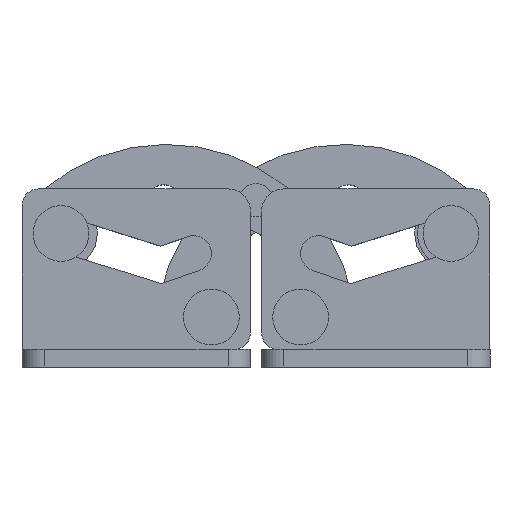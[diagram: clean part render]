
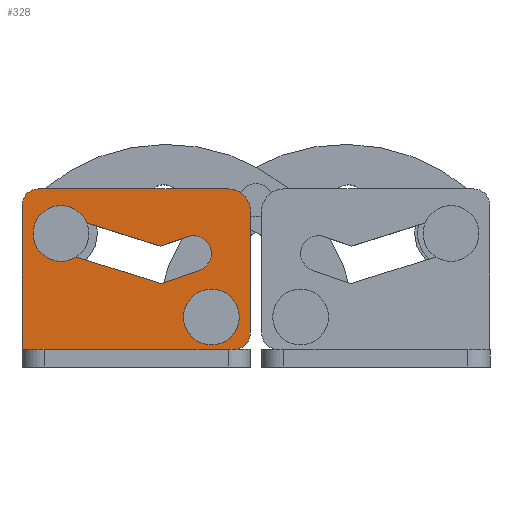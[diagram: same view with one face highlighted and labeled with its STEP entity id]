
A CAD part, top view. The second image highlights one B-rep face of the part: STEP entity #328.
In plain terms, the highlighted planar face has unit normal (0, 0, 1).
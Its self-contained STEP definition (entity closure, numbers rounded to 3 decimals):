
#68 = VERTEX_POINT ( 'NONE', #1288 ) ;
#69 = EDGE_CURVE ( 'NONE', #71, #68, #1287, .T. ) ;
#71 = VERTEX_POINT ( 'NONE', #1282 ) ;
#73 = ORIENTED_EDGE ( 'NONE', *, *, #74, .F. ) ;
#74 = EDGE_CURVE ( 'NONE', #75, #71, #1281, .T. ) ;
#75 = VERTEX_POINT ( 'NONE', #1277 ) ;
#76 = VERTEX_POINT ( 'NONE', #1276 ) ;
#263 = EDGE_CURVE ( 'NONE', #264, #266, #1613, .T. ) ;
#264 = VERTEX_POINT ( 'NONE', #1609 ) ;
#266 = VERTEX_POINT ( 'NONE', #1608 ) ;
#328 = ADVANCED_FACE ( 'NONE', ( #1696, #1695, #1694 ), #1693, .T. ) ;
#329 = EDGE_LOOP ( 'NONE', ( #1149, #73, #419, #441, #758, #1123, #1116 ) ) ;
#339 = EDGE_CURVE ( 'NONE', #340, #341, #1735, .T. ) ;
#340 = VERTEX_POINT ( 'NONE', #1731 ) ;
#341 = VERTEX_POINT ( 'NONE', #1730 ) ;
#417 = ORIENTED_EDGE ( 'NONE', *, *, #1114, .T. ) ;
#418 = EDGE_CURVE ( 'NONE', #76, #75, #1883, .T. ) ;
#419 = ORIENTED_EDGE ( 'NONE', *, *, #418, .F. ) ;
#441 = ORIENTED_EDGE ( 'NONE', *, *, #749, .F. ) ;
#749 = EDGE_CURVE ( 'NONE', #266, #76, #2421, .T. ) ;
#758 = ORIENTED_EDGE ( 'NONE', *, *, #263, .F. ) ;
#1052 = EDGE_LOOP ( 'NONE', ( #1062, #1117, #1068, #417, #1115, #1111, #1103, #1099 ) ) ;
#1053 = VERTEX_POINT ( 'NONE', #2961 ) ;
#1054 = EDGE_CURVE ( 'NONE', #341, #340, #2960, .T. ) ;
#1062 = ORIENTED_EDGE ( 'NONE', *, *, #1081, .T. ) ;
#1063 = VERTEX_POINT ( 'NONE', #2949 ) ;
#1068 = ORIENTED_EDGE ( 'NONE', *, *, #1070, .T. ) ;
#1070 = EDGE_CURVE ( 'NONE', #1118, #1124, #2942, .T. ) ;
#1081 = EDGE_CURVE ( 'NONE', #1063, #1053, #2996, .T. ) ;
#1098 = VERTEX_POINT ( 'NONE', #2967 ) ;
#1099 = ORIENTED_EDGE ( 'NONE', *, *, #1104, .T. ) ;
#1103 = ORIENTED_EDGE ( 'NONE', *, *, #1107, .T. ) ;
#1104 = EDGE_CURVE ( 'NONE', #1098, #1063, #3031, .T. ) ;
#1107 = EDGE_CURVE ( 'NONE', #1108, #1098, #3020, .T. ) ;
#1108 = VERTEX_POINT ( 'NONE', #3016 ) ;
#1109 = EDGE_CURVE ( 'NONE', #1112, #1108, #3015, .T. ) ;
#1110 = EDGE_CURVE ( 'NONE', #1113, #1112, #3009, .T. ) ;
#1111 = ORIENTED_EDGE ( 'NONE', *, *, #1109, .T. ) ;
#1112 = VERTEX_POINT ( 'NONE', #3005 ) ;
#1113 = VERTEX_POINT ( 'NONE', #3004 ) ;
#1114 = EDGE_CURVE ( 'NONE', #1124, #1113, #3001, .T. ) ;
#1115 = ORIENTED_EDGE ( 'NONE', *, *, #1110, .T. ) ;
#1116 = ORIENTED_EDGE ( 'NONE', *, *, #1120, .F. ) ;
#1117 = ORIENTED_EDGE ( 'NONE', *, *, #1127, .T. ) ;
#1118 = VERTEX_POINT ( 'NONE', #3002 ) ;
#1119 = EDGE_CURVE ( 'NONE', #1125, #264, #3062, .T. ) ;
#1120 = EDGE_CURVE ( 'NONE', #68, #1125, #3057, .T. ) ;
#1121 = ORIENTED_EDGE ( 'NONE', *, *, #1054, .F. ) ;
#1122 = ORIENTED_EDGE ( 'NONE', *, *, #339, .F. ) ;
#1123 = ORIENTED_EDGE ( 'NONE', *, *, #1119, .F. ) ;
#1124 = VERTEX_POINT ( 'NONE', #3053 ) ;
#1125 = VERTEX_POINT ( 'NONE', #3052 ) ;
#1126 = EDGE_LOOP ( 'NONE', ( #1122, #1121 ) ) ;
#1127 = EDGE_CURVE ( 'NONE', #1053, #1118, #3051, .T. ) ;
#1149 = ORIENTED_EDGE ( 'NONE', *, *, #69, .F. ) ;
#1276 = CARTESIAN_POINT ( 'NONE',  ( -13.979, 5.973, 1.6 ) ) ;
#1277 = CARTESIAN_POINT ( 'NONE',  ( -4.5, 3., 1.6 ) ) ;
#1278 = DIRECTION ( 'NONE',  ( 0.945, 0.328, 0. ) ) ;
#1279 = VECTOR ( 'NONE', #1278, 1000. ) ;
#1280 = CARTESIAN_POINT ( 'NONE',  ( -4.5, 3., 1.6 ) ) ;
#1281 = LINE ( 'NONE', #1280, #1279 ) ;
#1282 = CARTESIAN_POINT ( 'NONE',  ( -1.075, 4.188, 1.6 ) ) ;
#1283 = DIRECTION ( 'NONE',  ( -1., 0., 0. ) ) ;
#1284 = DIRECTION ( 'NONE',  ( 0., 0., 1. ) ) ;
#1285 = CARTESIAN_POINT ( 'NONE',  ( -1.6, 5.7, 1.6 ) ) ;
#1286 = AXIS2_PLACEMENT_3D ( 'NONE', #1285, #1284, #1283 ) ;
#1287 = CIRCLE ( 'NONE', #1286, 1.6 ) ;
#1288 = CARTESIAN_POINT ( 'NONE',  ( -2.125, 7.212, 1.6 ) ) ;
#1608 = CARTESIAN_POINT ( 'NONE',  ( -15.1, 7.5, 1.6 ) ) ;
#1609 = CARTESIAN_POINT ( 'NONE',  ( -13.021, 9.027, 1.6 ) ) ;
#1610 = DIRECTION ( 'NONE',  ( 1., 0., 0. ) ) ;
#1611 = DIRECTION ( 'NONE',  ( 0., 0., 1. ) ) ;
#1612 = AXIS2_PLACEMENT_3D ( 'NONE', #1619, #1611, #1610 ) ;
#1613 = CIRCLE ( 'NONE', #1612, 1.6 ) ;
#1619 = CARTESIAN_POINT ( 'NONE',  ( -13.5, 7.5, 1.6 ) ) ;
#1689 = DIRECTION ( 'NONE',  ( 1., 0., 0. ) ) ;
#1690 = DIRECTION ( 'NONE',  ( 0., 0., 1. ) ) ;
#1691 = CARTESIAN_POINT ( 'NONE',  ( 1.5, 9.5, 1.6 ) ) ;
#1692 = AXIS2_PLACEMENT_3D ( 'NONE', #1691, #1690, #1689 ) ;
#1693 = PLANE ( 'NONE',  #1692 ) ;
#1694 = FACE_OUTER_BOUND ( 'NONE', #1052, .T. ) ;
#1695 = FACE_BOUND ( 'NONE', #1126, .T. ) ;
#1696 = FACE_BOUND ( 'NONE', #329, .T. ) ;
#1730 = CARTESIAN_POINT ( 'NONE',  ( 1.5, 0., 1.6 ) ) ;
#1731 = CARTESIAN_POINT ( 'NONE',  ( -1.5, 0., 1.6 ) ) ;
#1732 = DIRECTION ( 'NONE',  ( 1., 0., 0. ) ) ;
#1733 = DIRECTION ( 'NONE',  ( 0., 0., 1. ) ) ;
#1734 = AXIS2_PLACEMENT_3D ( 'NONE', #1741, #1733, #1732 ) ;
#1735 = CIRCLE ( 'NONE', #1734, 1.5 ) ;
#1741 = CARTESIAN_POINT ( 'NONE',  ( 0., 0., 1.6 ) ) ;
#1880 = DIRECTION ( 'NONE',  ( 0.954, -0.299, 0. ) ) ;
#1881 = VECTOR ( 'NONE', #1880, 1000. ) ;
#1882 = CARTESIAN_POINT ( 'NONE',  ( -4.5, 3., 1.6 ) ) ;
#1883 = LINE ( 'NONE', #1882, #1881 ) ;
#2417 = DIRECTION ( 'NONE',  ( 1., 0., 0. ) ) ;
#2418 = DIRECTION ( 'NONE',  ( 0., 0., 1. ) ) ;
#2419 = CARTESIAN_POINT ( 'NONE',  ( -13.5, 7.5, 1.6 ) ) ;
#2420 = AXIS2_PLACEMENT_3D ( 'NONE', #2419, #2418, #2417 ) ;
#2421 = CIRCLE ( 'NONE', #2420, 1.6 ) ;
#2938 = DIRECTION ( 'NONE',  ( 1., 0., 0. ) ) ;
#2939 = VECTOR ( 'NONE', #2938, 1000. ) ;
#2941 = CARTESIAN_POINT ( 'NONE',  ( 2., -2.9, 1.6 ) ) ;
#2942 = LINE ( 'NONE', #2941, #2939 ) ;
#2949 = CARTESIAN_POINT ( 'NONE',  ( -17., 10., 1.6 ) ) ;
#2956 = DIRECTION ( 'NONE',  ( 1., 0., 0. ) ) ;
#2957 = DIRECTION ( 'NONE',  ( 0., 0., 1. ) ) ;
#2958 = CARTESIAN_POINT ( 'NONE',  ( 0., 0., 1.6 ) ) ;
#2959 = AXIS2_PLACEMENT_3D ( 'NONE', #2958, #2957, #2956 ) ;
#2960 = CIRCLE ( 'NONE', #2959, 1.5 ) ;
#2961 = CARTESIAN_POINT ( 'NONE',  ( -17., -2.9, 1.6 ) ) ;
#2967 = CARTESIAN_POINT ( 'NONE',  ( -15.5, 11.5, 1.6 ) ) ;
#2990 = DIRECTION ( 'NONE',  ( 0., -1., 0. ) ) ;
#2991 = VECTOR ( 'NONE', #2990, 1000. ) ;
#2992 = CARTESIAN_POINT ( 'NONE',  ( -17., -4.5, 1.6 ) ) ;
#2996 = LINE ( 'NONE', #2992, #2991 ) ;
#2997 = DIRECTION ( 'NONE',  ( 1., 0., 0. ) ) ;
#2998 = DIRECTION ( 'NONE',  ( 0., 0., 1. ) ) ;
#2999 = CARTESIAN_POINT ( 'NONE',  ( 2., -1.4, 1.6 ) ) ;
#3000 = AXIS2_PLACEMENT_3D ( 'NONE', #2999, #2998, #2997 ) ;
#3001 = CIRCLE ( 'NONE', #3000, 1.5 ) ;
#3002 = CARTESIAN_POINT ( 'NONE',  ( -2., -2.9, 1.6 ) ) ;
#3004 = CARTESIAN_POINT ( 'NONE',  ( 3.5, -1.4, 1.6 ) ) ;
#3005 = CARTESIAN_POINT ( 'NONE',  ( 3.5, 9.5, 1.6 ) ) ;
#3006 = DIRECTION ( 'NONE',  ( 0., 1., 0. ) ) ;
#3007 = VECTOR ( 'NONE', #3006, 1000. ) ;
#3008 = CARTESIAN_POINT ( 'NONE',  ( 3.5, 9.5, 1.6 ) ) ;
#3009 = LINE ( 'NONE', #3008, #3007 ) ;
#3010 = DIRECTION ( 'NONE',  ( 1., 0., 0. ) ) ;
#3011 = DIRECTION ( 'NONE',  ( 0., 0., 1. ) ) ;
#3012 = CARTESIAN_POINT ( 'NONE',  ( 1.5, 9.5, 1.6 ) ) ;
#3014 = AXIS2_PLACEMENT_3D ( 'NONE', #3012, #3011, #3010 ) ;
#3015 = CIRCLE ( 'NONE', #3014, 2. ) ;
#3016 = CARTESIAN_POINT ( 'NONE',  ( 1.5, 11.5, 1.6 ) ) ;
#3017 = DIRECTION ( 'NONE',  ( -1., 0., 0. ) ) ;
#3018 = VECTOR ( 'NONE', #3017, 1000. ) ;
#3019 = CARTESIAN_POINT ( 'NONE',  ( -15.5, 11.5, 1.6 ) ) ;
#3020 = LINE ( 'NONE', #3019, #3018 ) ;
#3027 = DIRECTION ( 'NONE',  ( -1., 0., 0. ) ) ;
#3028 = DIRECTION ( 'NONE',  ( 0., 0., 1. ) ) ;
#3029 = CARTESIAN_POINT ( 'NONE',  ( -15.5, 10., 1.6 ) ) ;
#3030 = AXIS2_PLACEMENT_3D ( 'NONE', #3029, #3028, #3027 ) ;
#3031 = CIRCLE ( 'NONE', #3030, 1.5 ) ;
#3048 = DIRECTION ( 'NONE',  ( 1., 0., 0. ) ) ;
#3049 = VECTOR ( 'NONE', #3048, 1000. ) ;
#3050 = CARTESIAN_POINT ( 'NONE',  ( -17., -2.9, 1.6 ) ) ;
#3051 = LINE ( 'NONE', #3050, #3049 ) ;
#3052 = CARTESIAN_POINT ( 'NONE',  ( -4.551, 6.37, 1.6 ) ) ;
#3053 = CARTESIAN_POINT ( 'NONE',  ( 2., -2.9, 1.6 ) ) ;
#3054 = DIRECTION ( 'NONE',  ( -0.945, -0.328, 0. ) ) ;
#3055 = VECTOR ( 'NONE', #3054, 1000. ) ;
#3056 = CARTESIAN_POINT ( 'NONE',  ( -4.551, 6.37, 1.6 ) ) ;
#3057 = LINE ( 'NONE', #3056, #3055 ) ;
#3059 = DIRECTION ( 'NONE',  ( -0.954, 0.299, 0. ) ) ;
#3060 = VECTOR ( 'NONE', #3059, 1000. ) ;
#3061 = CARTESIAN_POINT ( 'NONE',  ( -13.021, 9.027, 1.6 ) ) ;
#3062 = LINE ( 'NONE', #3061, #3060 ) ;
